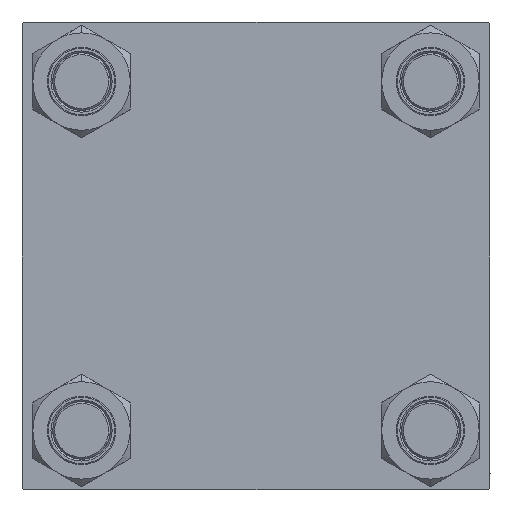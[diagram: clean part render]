
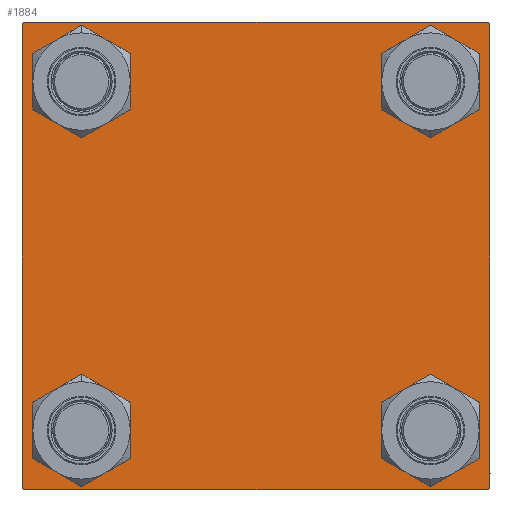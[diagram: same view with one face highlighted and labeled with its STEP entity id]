
A CAD part, left-side view. The second image highlights one B-rep face of the part: STEP entity #1884.
In plain terms, the highlighted planar face has unit normal (-1, 0, 0).
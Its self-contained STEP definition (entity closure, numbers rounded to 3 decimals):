
#611 = EDGE_CURVE ( 'NONE', #23367, #32167, #23900, .T. ) ;
#616 = DIRECTION ( 'NONE',  ( 0., 0., -1. ) ) ;
#1812 = DIRECTION ( 'NONE',  ( 0., 0., 1. ) ) ;
#1884 = ADVANCED_FACE ( 'NONE', ( #42815, #11468, #15336, #43067, #35014 ), #7326, .T. ) ;
#1961 = VERTEX_POINT ( 'NONE', #28742 ) ;
#2435 = DIRECTION ( 'NONE',  ( 0., 0., 1. ) ) ;
#3226 = DIRECTION ( 'NONE',  ( 0., -1., 0. ) ) ;
#3417 = AXIS2_PLACEMENT_3D ( 'NONE', #23098, #38898, #34998 ) ;
#3552 = DIRECTION ( 'NONE',  ( 0., 0., 1. ) ) ;
#3991 = VERTEX_POINT ( 'NONE', #27645 ) ;
#5025 = EDGE_CURVE ( 'NONE', #5646, #1961, #45148, .T. ) ;
#5060 = DIRECTION ( 'NONE',  ( 0., 0., 1. ) ) ;
#5401 = VECTOR ( 'NONE', #3226, 1000. ) ;
#5434 = EDGE_LOOP ( 'NONE', ( #22233, #31758 ) ) ;
#5487 = DIRECTION ( 'NONE',  ( 1., 0., 0. ) ) ;
#5646 = VERTEX_POINT ( 'NONE', #49981 ) ;
#5700 = DIRECTION ( 'NONE',  ( 1., 0., 0. ) ) ;
#6007 = CARTESIAN_POINT ( 'NONE',  ( 0., 65., 64.5 ) ) ;
#6253 = VERTEX_POINT ( 'NONE', #6007 ) ;
#6607 = CARTESIAN_POINT ( 'NONE',  ( 0., -64.5, 65. ) ) ;
#7161 = EDGE_CURVE ( 'NONE', #25394, #14729, #16283, .T. ) ;
#7326 = PLANE ( 'NONE',  #40044 ) ;
#7376 = CARTESIAN_POINT ( 'NONE',  ( 0., 65., -65. ) ) ;
#7728 = VERTEX_POINT ( 'NONE', #27917 ) ;
#8487 = VERTEX_POINT ( 'NONE', #16145 ) ;
#8808 = AXIS2_PLACEMENT_3D ( 'NONE', #27587, #43931, #20338 ) ;
#8822 = CARTESIAN_POINT ( 'NONE',  ( 0., -48.45, -48.45 ) ) ;
#9300 = EDGE_CURVE ( 'NONE', #35120, #33280, #28111, .T. ) ;
#10155 = DIRECTION ( 'NONE',  ( 0., 0., -1. ) ) ;
#10596 = EDGE_CURVE ( 'NONE', #14729, #25394, #40229, .T. ) ;
#10849 = VECTOR ( 'NONE', #616, 1000. ) ;
#11065 = ORIENTED_EDGE ( 'NONE', *, *, #10596, .T. ) ;
#11468 = FACE_BOUND ( 'NONE', #43847, .T. ) ;
#11719 = DIRECTION ( 'NONE',  ( -1., 0., 0. ) ) ;
#11960 = CARTESIAN_POINT ( 'NONE',  ( 0., 0., 0. ) ) ;
#11981 = LINE ( 'NONE', #27753, #13872 ) ;
#12120 = ORIENTED_EDGE ( 'NONE', *, *, #36369, .T. ) ;
#12392 = VECTOR ( 'NONE', #44021, 1000. ) ;
#13708 = ORIENTED_EDGE ( 'NONE', *, *, #17605, .T. ) ;
#13872 = VECTOR ( 'NONE', #46965, 1000. ) ;
#13953 = CARTESIAN_POINT ( 'NONE',  ( 0., -48.45, -39.95 ) ) ;
#14172 = AXIS2_PLACEMENT_3D ( 'NONE', #24980, #32502, #5060 ) ;
#14219 = ORIENTED_EDGE ( 'NONE', *, *, #32684, .T. ) ;
#14729 = VERTEX_POINT ( 'NONE', #32404 ) ;
#14904 = CARTESIAN_POINT ( 'NONE',  ( 0., -48.45, 48.45 ) ) ;
#14991 = CIRCLE ( 'NONE', #14172, 8.5 ) ;
#15336 = FACE_BOUND ( 'NONE', #23073, .T. ) ;
#15644 = LINE ( 'NONE', #7376, #5401 ) ;
#15687 = CARTESIAN_POINT ( 'NONE',  ( 0., -65., -64.5 ) ) ;
#16145 = CARTESIAN_POINT ( 'NONE',  ( 0., -48.45, 39.95 ) ) ;
#16283 = CIRCLE ( 'NONE', #8808, 8.5 ) ;
#17605 = EDGE_CURVE ( 'NONE', #42389, #50673, #20177, .T. ) ;
#17832 = DIRECTION ( 'NONE',  ( 0., -1., 0. ) ) ;
#18154 = CARTESIAN_POINT ( 'NONE',  ( 0., 48.45, 39.95 ) ) ;
#18190 = LINE ( 'NONE', #26459, #44809 ) ;
#20177 = LINE ( 'NONE', #24298, #12392 ) ;
#20338 = DIRECTION ( 'NONE',  ( 0., 0., 1. ) ) ;
#20556 = ORIENTED_EDGE ( 'NONE', *, *, #21286, .T. ) ;
#20718 = CARTESIAN_POINT ( 'NONE',  ( 0., -48.45, -56.95 ) ) ;
#20936 = EDGE_CURVE ( 'NONE', #1961, #5646, #14991, .T. ) ;
#21177 = CIRCLE ( 'NONE', #50180, 8.5 ) ;
#21283 = DIRECTION ( 'NONE',  ( 0., 0., 1. ) ) ;
#21286 = EDGE_CURVE ( 'NONE', #6253, #35120, #32945, .T. ) ;
#21836 = CARTESIAN_POINT ( 'NONE',  ( 0., 65., -64.5 ) ) ;
#22114 = DIRECTION ( 'NONE',  ( 1., 0., 0. ) ) ;
#22233 = ORIENTED_EDGE ( 'NONE', *, *, #48952, .T. ) ;
#22472 = DIRECTION ( 'NONE',  ( 1., 0., 0. ) ) ;
#22679 = ORIENTED_EDGE ( 'NONE', *, *, #20936, .T. ) ;
#23073 = EDGE_LOOP ( 'NONE', ( #31480, #22679 ) ) ;
#23098 = CARTESIAN_POINT ( 'NONE',  ( 0., -48.45, 48.45 ) ) ;
#23106 = EDGE_CURVE ( 'NONE', #23367, #50673, #18190, .T. ) ;
#23367 = VERTEX_POINT ( 'NONE', #30982 ) ;
#23900 = LINE ( 'NONE', #27523, #25945 ) ;
#24298 = CARTESIAN_POINT ( 'NONE',  ( 0., -64.75, -64.75 ) ) ;
#24980 = CARTESIAN_POINT ( 'NONE',  ( 0., 48.45, -48.45 ) ) ;
#25394 = VERTEX_POINT ( 'NONE', #18154 ) ;
#25945 = VECTOR ( 'NONE', #39469, 1000. ) ;
#26459 = CARTESIAN_POINT ( 'NONE',  ( 0., -65., 65. ) ) ;
#26690 = EDGE_LOOP ( 'NONE', ( #20556, #27837, #39977, #13708, #38571, #31574, #36432, #12120 ) ) ;
#27107 = VECTOR ( 'NONE', #43945, 1000. ) ;
#27114 = CARTESIAN_POINT ( 'NONE',  ( 0., 64.5, -65. ) ) ;
#27523 = CARTESIAN_POINT ( 'NONE',  ( 0., -64.75, 64.75 ) ) ;
#27587 = CARTESIAN_POINT ( 'NONE',  ( 0., 48.45, 48.45 ) ) ;
#27645 = CARTESIAN_POINT ( 'NONE',  ( 0., -48.45, 56.95 ) ) ;
#27753 = CARTESIAN_POINT ( 'NONE',  ( 0., 64.75, 64.75 ) ) ;
#27761 = CIRCLE ( 'NONE', #45154, 8.5 ) ;
#27837 = ORIENTED_EDGE ( 'NONE', *, *, #9300, .T. ) ;
#27899 = EDGE_CURVE ( 'NONE', #33280, #42389, #15644, .T. ) ;
#27917 = CARTESIAN_POINT ( 'NONE',  ( 0., 64.5, 65. ) ) ;
#28061 = EDGE_CURVE ( 'NONE', #43978, #49486, #27761, .T. ) ;
#28111 = LINE ( 'NONE', #35132, #27107 ) ;
#28742 = CARTESIAN_POINT ( 'NONE',  ( 0., 48.45, -56.95 ) ) ;
#29666 = EDGE_LOOP ( 'NONE', ( #11065, #34439 ) ) ;
#29875 = EDGE_CURVE ( 'NONE', #8487, #3991, #30331, .T. ) ;
#30249 = LINE ( 'NONE', #37253, #35713 ) ;
#30331 = CIRCLE ( 'NONE', #43580, 8.5 ) ;
#30982 = CARTESIAN_POINT ( 'NONE',  ( 0., -65., 64.5 ) ) ;
#31480 = ORIENTED_EDGE ( 'NONE', *, *, #5025, .T. ) ;
#31574 = ORIENTED_EDGE ( 'NONE', *, *, #611, .T. ) ;
#31758 = ORIENTED_EDGE ( 'NONE', *, *, #29875, .T. ) ;
#32167 = VERTEX_POINT ( 'NONE', #6607 ) ;
#32404 = CARTESIAN_POINT ( 'NONE',  ( 0., 48.45, 56.95 ) ) ;
#32502 = DIRECTION ( 'NONE',  ( 1., 0., 0. ) ) ;
#32684 = EDGE_CURVE ( 'NONE', #49486, #43978, #21177, .T. ) ;
#32945 = LINE ( 'NONE', #44887, #10849 ) ;
#33280 = VERTEX_POINT ( 'NONE', #27114 ) ;
#34439 = ORIENTED_EDGE ( 'NONE', *, *, #7161, .T. ) ;
#34998 = DIRECTION ( 'NONE',  ( 0., 0., 1. ) ) ;
#35014 = FACE_OUTER_BOUND ( 'NONE', #26690, .T. ) ;
#35120 = VERTEX_POINT ( 'NONE', #21836 ) ;
#35132 = CARTESIAN_POINT ( 'NONE',  ( 0., 64.75, -64.75 ) ) ;
#35713 = VECTOR ( 'NONE', #17832, 1000. ) ;
#36369 = EDGE_CURVE ( 'NONE', #7728, #6253, #11981, .T. ) ;
#36432 = ORIENTED_EDGE ( 'NONE', *, *, #49443, .F. ) ;
#36844 = AXIS2_PLACEMENT_3D ( 'NONE', #41802, #22114, #2435 ) ;
#37253 = CARTESIAN_POINT ( 'NONE',  ( 0., 65., 65. ) ) ;
#37748 = AXIS2_PLACEMENT_3D ( 'NONE', #39045, #22472, #3552 ) ;
#38571 = ORIENTED_EDGE ( 'NONE', *, *, #23106, .F. ) ;
#38898 = DIRECTION ( 'NONE',  ( 1., 0., 0. ) ) ;
#39045 = CARTESIAN_POINT ( 'NONE',  ( 0., 48.45, 48.45 ) ) ;
#39469 = DIRECTION ( 'NONE',  ( 0., 0.707, 0.707 ) ) ;
#39538 = CARTESIAN_POINT ( 'NONE',  ( 0., -64.5, -65. ) ) ;
#39977 = ORIENTED_EDGE ( 'NONE', *, *, #27899, .T. ) ;
#40044 = AXIS2_PLACEMENT_3D ( 'NONE', #11960, #11719, #50834 ) ;
#40229 = CIRCLE ( 'NONE', #37748, 8.5 ) ;
#40977 = CARTESIAN_POINT ( 'NONE',  ( 0., -48.45, -48.45 ) ) ;
#41802 = CARTESIAN_POINT ( 'NONE',  ( 0., 48.45, -48.45 ) ) ;
#42389 = VERTEX_POINT ( 'NONE', #39538 ) ;
#42815 = FACE_BOUND ( 'NONE', #5434, .T. ) ;
#43067 = FACE_BOUND ( 'NONE', #29666, .T. ) ;
#43580 = AXIS2_PLACEMENT_3D ( 'NONE', #14904, #45724, #45985 ) ;
#43847 = EDGE_LOOP ( 'NONE', ( #14219, #49657 ) ) ;
#43931 = DIRECTION ( 'NONE',  ( 1., 0., 0. ) ) ;
#43945 = DIRECTION ( 'NONE',  ( 0., -0.707, -0.707 ) ) ;
#43978 = VERTEX_POINT ( 'NONE', #20718 ) ;
#44021 = DIRECTION ( 'NONE',  ( 0., -0.707, 0.707 ) ) ;
#44809 = VECTOR ( 'NONE', #10155, 1000. ) ;
#44887 = CARTESIAN_POINT ( 'NONE',  ( 0., 65., 65. ) ) ;
#45148 = CIRCLE ( 'NONE', #36844, 8.5 ) ;
#45154 = AXIS2_PLACEMENT_3D ( 'NONE', #40977, #5487, #21283 ) ;
#45724 = DIRECTION ( 'NONE',  ( 1., 0., 0. ) ) ;
#45985 = DIRECTION ( 'NONE',  ( 0., 0., 1. ) ) ;
#46965 = DIRECTION ( 'NONE',  ( 0., 0.707, -0.707 ) ) ;
#48952 = EDGE_CURVE ( 'NONE', #3991, #8487, #49754, .T. ) ;
#49443 = EDGE_CURVE ( 'NONE', #7728, #32167, #30249, .T. ) ;
#49486 = VERTEX_POINT ( 'NONE', #13953 ) ;
#49657 = ORIENTED_EDGE ( 'NONE', *, *, #28061, .T. ) ;
#49754 = CIRCLE ( 'NONE', #3417, 8.5 ) ;
#49981 = CARTESIAN_POINT ( 'NONE',  ( 0., 48.45, -39.95 ) ) ;
#50180 = AXIS2_PLACEMENT_3D ( 'NONE', #8822, #5700, #1812 ) ;
#50673 = VERTEX_POINT ( 'NONE', #15687 ) ;
#50834 = DIRECTION ( 'NONE',  ( 0., 0., 1. ) ) ;
